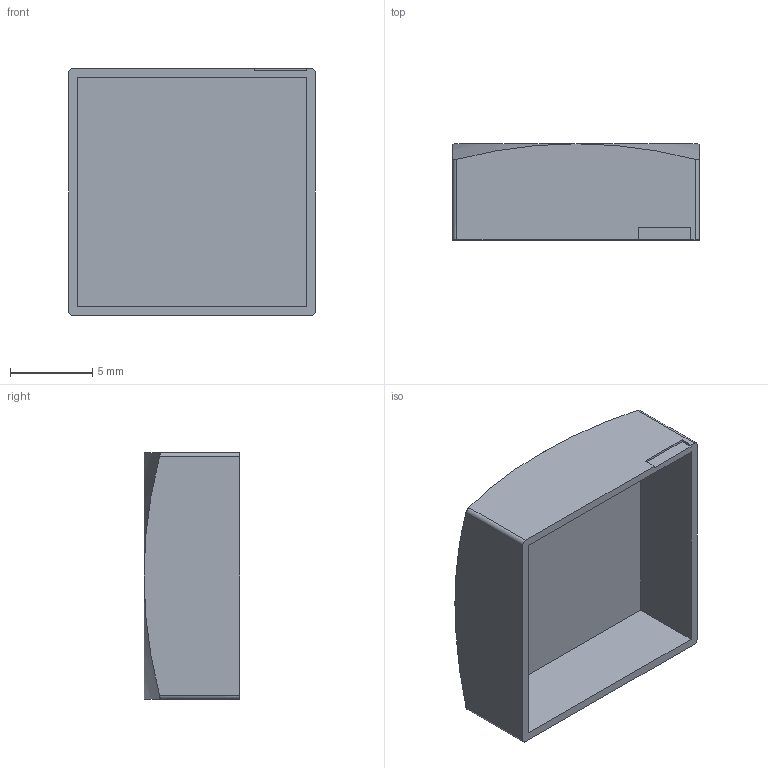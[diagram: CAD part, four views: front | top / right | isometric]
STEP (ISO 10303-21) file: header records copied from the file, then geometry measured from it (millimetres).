
FILE_DESCRIPTION(/* description */ ('AT3074JB, AT3075B, AT3076JB-Illuminated Pushbuttons - Series UB2'),/* implementation_level */ '2;1');
FILE_NAME(/* name */ 'UB216SKG035D_1JBle_cap.ipt.step',/* time_stamp */ '2015-01-02T19:18:54-08:00',/* author */ ('Autodesk Inc.'),/* organization */ ('Autodesk Inc.'),/* preprocessor_version */ 'ST-DEVELOPER v15.6',/* originating_system */ 'Autodesk Inventor 2015',/* authorisation */ '');
FILE_SCHEMA (('AUTOMOTIVE_DESIGN { 1 0 10303 214 3 1 1 }'));
Length unit declared in the file: inch
Products named in the file (1): UB216SKG035D_1JBle_cap
Bounding box: 15.01 x 5.84 x 15.01 mm (x, y, z)
Volume: 356.7 mm3; surface area: 1031.5 mm2
Topology: 1 solids, 1 shells, 34 faces, 84 edges, 54 vertices
Faces by surface type: plane 25, sphere 5, cylinder 4
Entity records: 1050 total; most frequent: CARTESIAN_POINT 209, ORIENTED_EDGE 168, DIRECTION 166, EDGE_CURVE 84, LINE 64, VECTOR 64, VERTEX_POINT 54, AXIS2_PLACEMENT_3D 51
